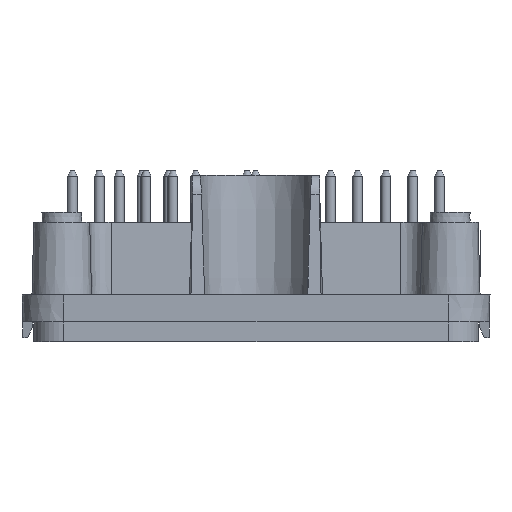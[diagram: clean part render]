
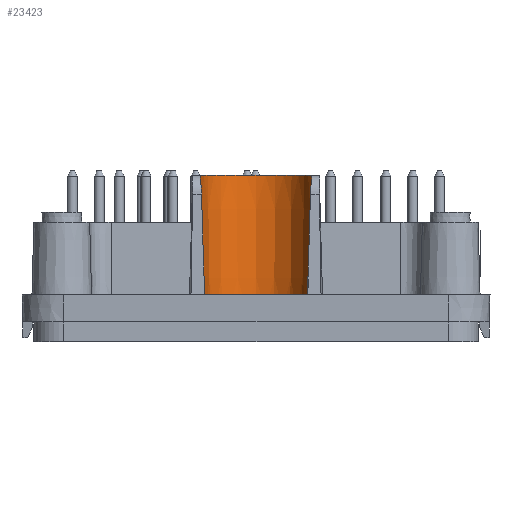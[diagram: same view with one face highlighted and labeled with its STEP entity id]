
A CAD part, left-side view. The second image highlights one B-rep face of the part: STEP entity #23423.
In plain terms, the highlighted conical face has half-angle 1 degrees and reference radius 5.538 mm.
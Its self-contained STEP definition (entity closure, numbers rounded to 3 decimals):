
#191=B_SPLINE_CURVE_WITH_KNOTS('',3,(#31450,#31451,#31452,#31453,#31454),
 .UNSPECIFIED.,.F.,.F.,(4,1,4),(0.,0.002,0.003),
 .UNSPECIFIED.);
#192=B_SPLINE_CURVE_WITH_KNOTS('',3,(#31462,#31463,#31464,#31465,#31466),
 .UNSPECIFIED.,.F.,.F.,(4,1,4),(0.,0.002,
0.003),.UNSPECIFIED.);
#696=CONICAL_SURFACE('',#24592,5.538,0.017);
#913=CIRCLE('',#24582,5.375);
#915=CIRCLE('',#24588,5.585);
#916=CIRCLE('',#24593,5.346);
#1744=ELLIPSE('',#24585,126.261,6.231);
#1745=ELLIPSE('',#24591,126.261,6.231);
#2155=ORIENTED_EDGE('',*,*,#7106,.T.);
#2156=ORIENTED_EDGE('',*,*,#7105,.T.);
#2157=ORIENTED_EDGE('',*,*,#7103,.T.);
#2158=ORIENTED_EDGE('',*,*,#7101,.T.);
#2159=ORIENTED_EDGE('',*,*,#7099,.T.);
#2160=ORIENTED_EDGE('',*,*,#7097,.T.);
#2161=ORIENTED_EDGE('',*,*,#7093,.T.);
#7093=EDGE_CURVE('',#9575,#9574,#913,.T.);
#7097=EDGE_CURVE('',#9577,#9575,#1744,.F.);
#7099=EDGE_CURVE('',#9578,#9577,#191,.T.);
#7101=EDGE_CURVE('',#9579,#9578,#915,.F.);
#7103=EDGE_CURVE('',#9580,#9579,#192,.T.);
#7105=EDGE_CURVE('',#9574,#9580,#1745,.F.);
#7106=EDGE_CURVE('',#9581,#9581,#916,.F.);
#9574=VERTEX_POINT('',#31438);
#9575=VERTEX_POINT('',#31440);
#9577=VERTEX_POINT('',#31447);
#9578=VERTEX_POINT('',#31455);
#9579=VERTEX_POINT('',#31459);
#9580=VERTEX_POINT('',#31467);
#9581=VERTEX_POINT('',#31473);
#13829=EDGE_LOOP('',(#2155));
#13830=EDGE_LOOP('',(#2156,#2157,#2158,#2159,#2160,#2161));
#15243=FACE_BOUND('',#13829,.T.);
#15244=FACE_BOUND('',#13830,.T.);
#23423=ADVANCED_FACE('',(#15243,#15244),#696,.F.);
#24582=AXIS2_PLACEMENT_3D('',#31439,#26597,#26598);
#24585=AXIS2_PLACEMENT_3D('',#31446,#26605,#26606);
#24588=AXIS2_PLACEMENT_3D('',#31458,#26613,#26614);
#24591=AXIS2_PLACEMENT_3D('',#31470,#26621,#26622);
#24592=AXIS2_PLACEMENT_3D('',#31471,#26623,#26624);
#24593=AXIS2_PLACEMENT_3D('',#31472,#26625,#26626);
#26597=DIRECTION('',(0.,0.,1.));
#26598=DIRECTION('',(-1.,0.,0.));
#26605=DIRECTION('',(0.999,0.,-0.052));
#26606=DIRECTION('',(0.052,0.,0.999));
#26613=DIRECTION('',(0.,0.,-1.));
#26614=DIRECTION('',(1.,0.,0.));
#26621=DIRECTION('',(0.999,0.,-0.052));
#26622=DIRECTION('',(0.052,0.,0.999));
#26623=DIRECTION('',(0.,0.,1.));
#26624=DIRECTION('',(-1.,0.,0.));
#26625=DIRECTION('',(0.,0.,1.));
#26626=DIRECTION('',(-1.,0.,0.));
#31438=CARTESIAN_POINT('',(-48.,-5.162,1.4));
#31439=CARTESIAN_POINT('',(-46.5,0.,1.4));
#31440=CARTESIAN_POINT('',(-48.,5.162,1.4));
#31446=CARTESIAN_POINT('',(-44.299,0.,72.017));
#31447=CARTESIAN_POINT('',(-47.47,5.466,11.505));
#31450=CARTESIAN_POINT('',(-45.473,5.49,13.4));
#31451=CARTESIAN_POINT('',(-45.977,5.584,13.4));
#31452=CARTESIAN_POINT('',(-46.987,5.597,12.996));
#31453=CARTESIAN_POINT('',(-47.444,5.48,12.016));
#31454=CARTESIAN_POINT('',(-47.47,5.466,11.505));
#31455=CARTESIAN_POINT('',(-45.473,5.49,13.4));
#31458=CARTESIAN_POINT('',(-46.5,0.,13.4));
#31459=CARTESIAN_POINT('',(-45.473,-5.49,13.4));
#31462=CARTESIAN_POINT('',(-47.47,-5.466,11.505));
#31463=CARTESIAN_POINT('',(-47.444,-5.48,12.016));
#31464=CARTESIAN_POINT('',(-46.988,-5.597,12.995));
#31465=CARTESIAN_POINT('',(-45.977,-5.584,13.4));
#31466=CARTESIAN_POINT('',(-45.473,-5.49,13.4));
#31467=CARTESIAN_POINT('',(-47.47,-5.466,11.505));
#31470=CARTESIAN_POINT('',(-44.299,0.,72.017));
#31471=CARTESIAN_POINT('',(-46.5,0.,10.697));
#31472=CARTESIAN_POINT('',(-46.5,0.,-0.3));
#31473=CARTESIAN_POINT('',(-51.846,0.,-0.3));
